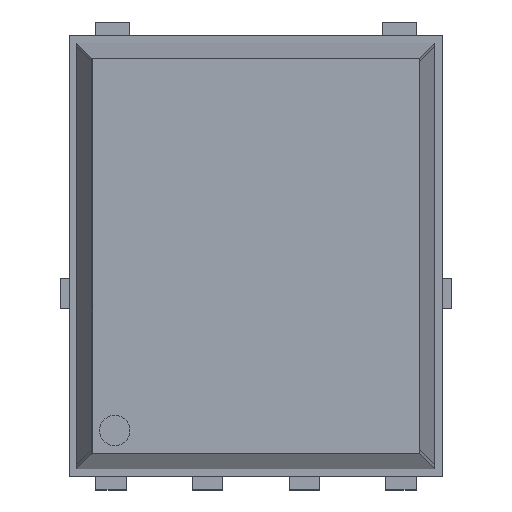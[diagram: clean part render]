
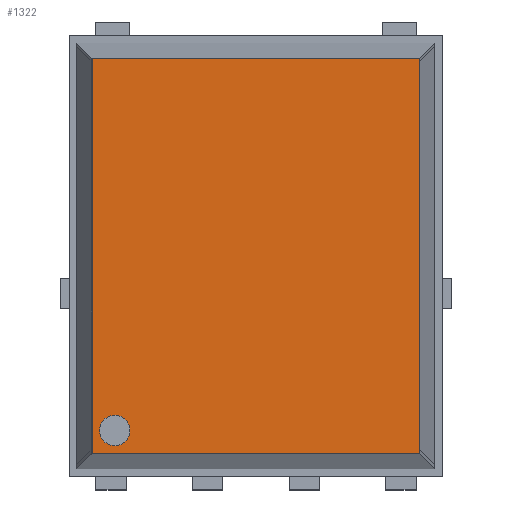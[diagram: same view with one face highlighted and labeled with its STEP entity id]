
A CAD part, top view. The second image highlights one B-rep face of the part: STEP entity #1322.
In plain terms, the highlighted planar face has unit normal (0, 0, 1).
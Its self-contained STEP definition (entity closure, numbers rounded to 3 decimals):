
#35 = ORIENTED_EDGE ( 'NONE', *, *, #2946, .T. ) ;
#77 = DIRECTION ( 'NONE',  ( 1., 0., 0. ) ) ;
#353 = DIRECTION ( 'NONE',  ( -1., 0., 0. ) ) ;
#424 = LINE ( 'NONE', #2451, #1924 ) ;
#502 = VERTEX_POINT ( 'NONE', #581 ) ;
#581 = CARTESIAN_POINT ( 'NONE',  ( 2.15, -2.597, 0.12 ) ) ;
#637 = EDGE_CURVE ( 'NONE', #2533, #502, #2806, .T. ) ;
#863 = LINE ( 'NONE', #2131, #2457 ) ;
#1052 = CARTESIAN_POINT ( 'NONE',  ( 2.15, 2.597, 0.12 ) ) ;
#1125 = CARTESIAN_POINT ( 'NONE',  ( -2.15, -2.597, 0.12 ) ) ;
#1212 = VECTOR ( 'NONE', #77, 1000. ) ;
#1322 = ADVANCED_FACE ( 'NONE', ( #2535 ), #3028, .F. ) ;
#1708 = LINE ( 'NONE', #3455, #3180 ) ;
#1924 = VECTOR ( 'NONE', #3636, 1000. ) ;
#2049 = ORIENTED_EDGE ( 'NONE', *, *, #3296, .T. ) ;
#2125 = CARTESIAN_POINT ( 'NONE',  ( -2.15, 2.597, 0.12 ) ) ;
#2131 = CARTESIAN_POINT ( 'NONE',  ( 2.15, 2.597, 0.12 ) ) ;
#2258 = EDGE_CURVE ( 'NONE', #2835, #2422, #863, .T. ) ;
#2422 = VERTEX_POINT ( 'NONE', #3642 ) ;
#2429 = DIRECTION ( 'NONE',  ( 0., 0., -1. ) ) ;
#2451 = CARTESIAN_POINT ( 'NONE',  ( 2.15, -2.597, 0.12 ) ) ;
#2457 = VECTOR ( 'NONE', #353, 1000. ) ;
#2462 = ORIENTED_EDGE ( 'NONE', *, *, #2258, .T. ) ;
#2533 = VERTEX_POINT ( 'NONE', #1125 ) ;
#2535 = FACE_OUTER_BOUND ( 'NONE', #3099, .T. ) ;
#2592 = ORIENTED_EDGE ( 'NONE', *, *, #637, .T. ) ;
#2728 = DIRECTION ( 'NONE',  ( -1., 0., 0. ) ) ;
#2806 = LINE ( 'NONE', #3612, #1212 ) ;
#2835 = VERTEX_POINT ( 'NONE', #1052 ) ;
#2946 = EDGE_CURVE ( 'NONE', #2422, #2533, #1708, .T. ) ;
#3028 = PLANE ( 'NONE',  #3142 ) ;
#3099 = EDGE_LOOP ( 'NONE', ( #2592, #2049, #2462, #35 ) ) ;
#3142 = AXIS2_PLACEMENT_3D ( 'NONE', #2125, #2429, #2728 ) ;
#3180 = VECTOR ( 'NONE', #3768, 1000. ) ;
#3296 = EDGE_CURVE ( 'NONE', #502, #2835, #424, .T. ) ;
#3455 = CARTESIAN_POINT ( 'NONE',  ( -2.15, 2.597, 0.12 ) ) ;
#3612 = CARTESIAN_POINT ( 'NONE',  ( -2.15, -2.597, 0.12 ) ) ;
#3636 = DIRECTION ( 'NONE',  ( 0., 1., 0. ) ) ;
#3642 = CARTESIAN_POINT ( 'NONE',  ( -2.15, 2.597, 0.12 ) ) ;
#3768 = DIRECTION ( 'NONE',  ( 0., -1., 0. ) ) ;
